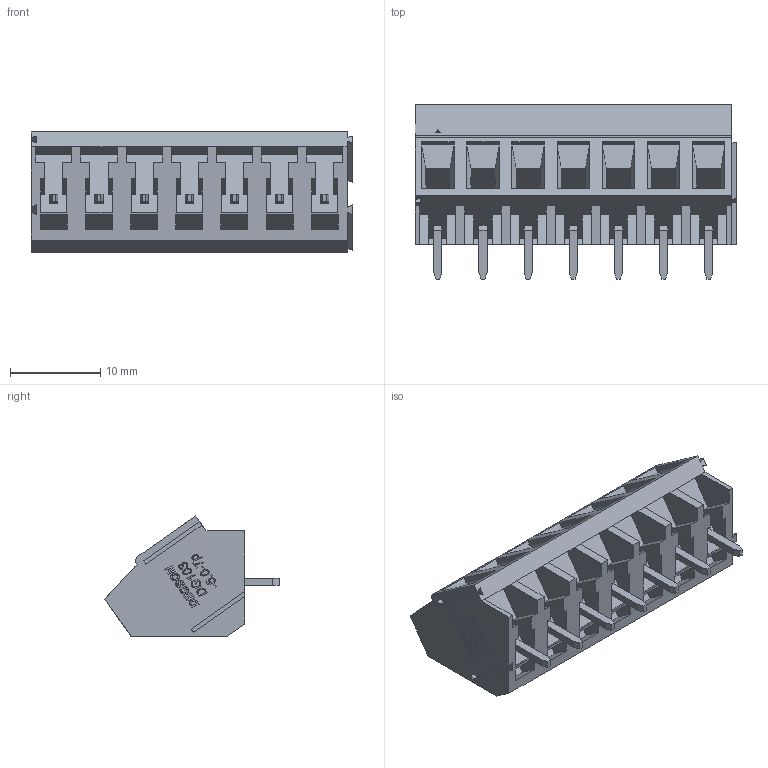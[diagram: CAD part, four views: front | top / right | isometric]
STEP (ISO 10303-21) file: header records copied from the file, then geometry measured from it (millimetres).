
FILE_DESCRIPTION (( 'STEP AP214' ), '1' );
FILE_NAME ('DG103-5.0-07P-14-00AH.STEP', '2021-01-09T22:13:54', ( '' ), ( '' ), 'SwSTEP 2.0', 'SolidWorks 2020', '' );
FILE_SCHEMA (( 'AUTOMOTIVE_DESIGN' ));
Length unit declared in the file: millimetre
Products named in the file (1): DG103-5.0-07P-14-00AH
Bounding box: 35.6 x 19.3 x 13.3 mm (x, y, z)
Volume: 3809 mm3; surface area: 4194.7 mm2
Topology: 1 solids, 1 shells, 775 faces, 2027 edges, 1321 vertices
Faces by surface type: plane 532, bspline 165, cylinder 43, torus 35
Entity records: 36780 total; most frequent: CARTESIAN_POINT 13573, ORIENTED_EDGE 4054, DIRECTION 3103, EDGE_CURVE 2027, VECTOR 1485, LINE 1485, VERTEX_POINT 1321, EDGE_LOOP 842
